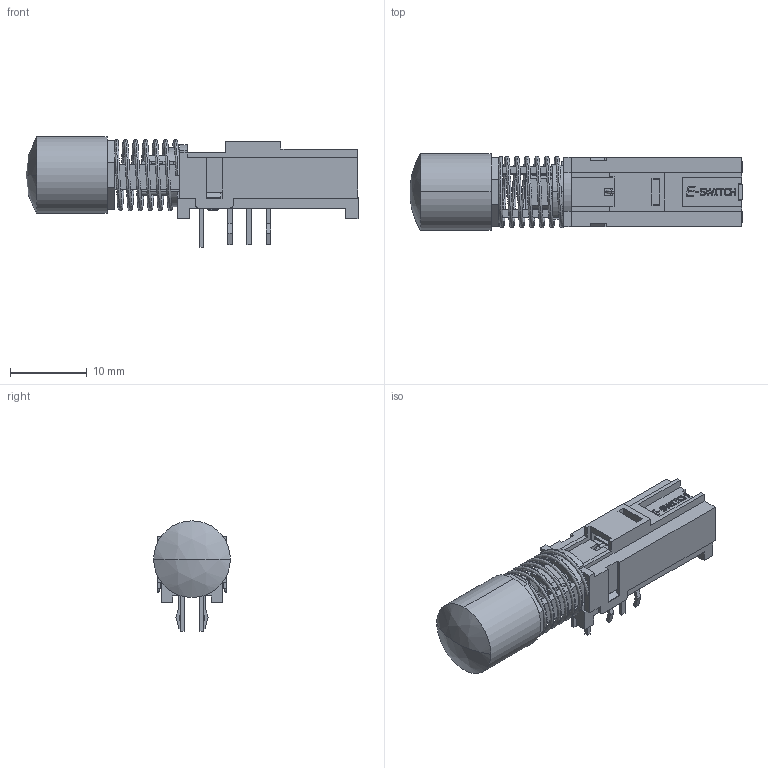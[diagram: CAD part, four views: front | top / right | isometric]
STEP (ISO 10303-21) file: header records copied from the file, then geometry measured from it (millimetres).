
FILE_DESCRIPTION (( 'STEP AP214' ), '1' );
FILE_NAME ('A7FB9B34-66FA-436A-8B1C-1CBD3636F0F0.STEP', '2024-06-05T08:35:18', ( '' ), ( '' ), 'SwSTEP 2.0', 'SolidWorks 2022', '' );
FILE_SCHEMA (( 'AUTOMOTIVE_DESIGN' ));
Length unit declared in the file: millimetre
Products named in the file (1): A7FB9B34-66FA-436A-8B1C-1CBD3636F0F0
Bounding box: 43.32 x 10 x 14.4 mm (x, y, z)
Volume: 1795.2 mm3; surface area: 4207.8 mm2
Topology: 1 solids, 2 shells, 587 faces, 1733 edges, 1131 vertices
Faces by surface type: plane 491, cylinder 53, bspline 43
Entity records: 24307 total; most frequent: CARTESIAN_POINT 6669, ORIENTED_EDGE 3462, DIRECTION 2696, EDGE_CURVE 1731, VECTOR 1506, LINE 1506, VERTEX_POINT 1131, EDGE_LOOP 626
